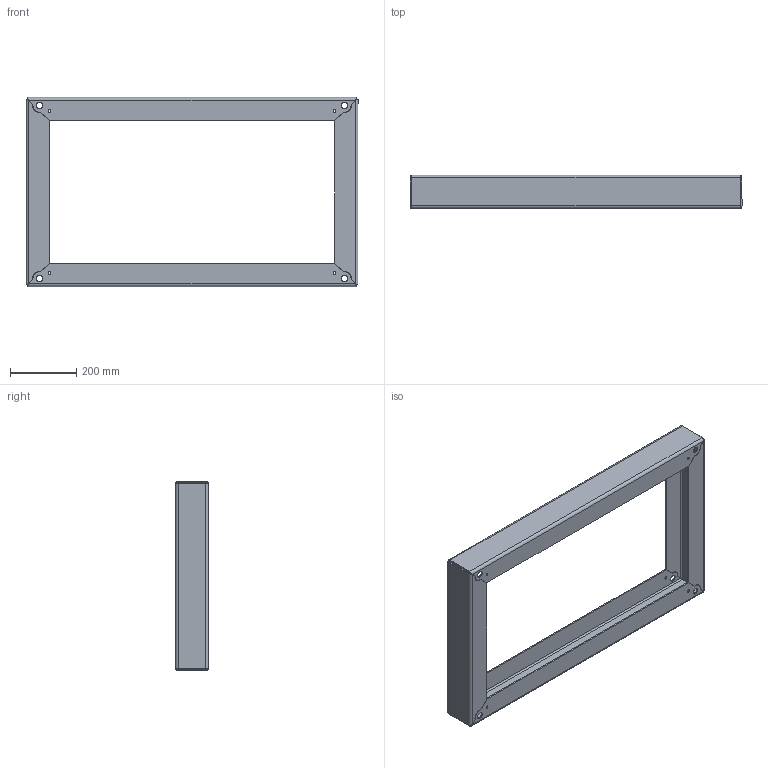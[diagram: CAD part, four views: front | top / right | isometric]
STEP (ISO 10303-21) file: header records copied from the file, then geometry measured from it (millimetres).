
FILE_DESCRIPTION (( 'STEP AP214' ), '1' );
FILE_NAME ('718.060.STEP', '2024-10-10T11:18:48', ( '' ), ( '' ), 'SwSTEP 2.0', 'SolidWorks 2021', '' );
FILE_SCHEMA (( 'AUTOMOTIVE_DESIGN' ));
Length unit declared in the file: millimetre
Products named in the file (3): 718.000.100; 718.060; 718.000.060
Assembly tree (4 placements, depth 2):
  718.060
    718.000.100  x2
    718.000.060  x2
Bounding box: 1000.5 x 100 x 570.06 mm (x, y, z)
Volume: 2666682.5 mm3; surface area: 1366060.5 mm2
Topology: 4 solids, 4 shells, 184 faces, 480 edges, 304 vertices
Faces by surface type: cylinder 96, plane 88
Entity records: 3106 total; most frequent: CARTESIAN_POINT 715, ORIENTED_EDGE 480, DIRECTION 478, EDGE_CURVE 240, AXIS2_PLACEMENT_3D 171, VERTEX_POINT 152, LINE 136, VECTOR 136
